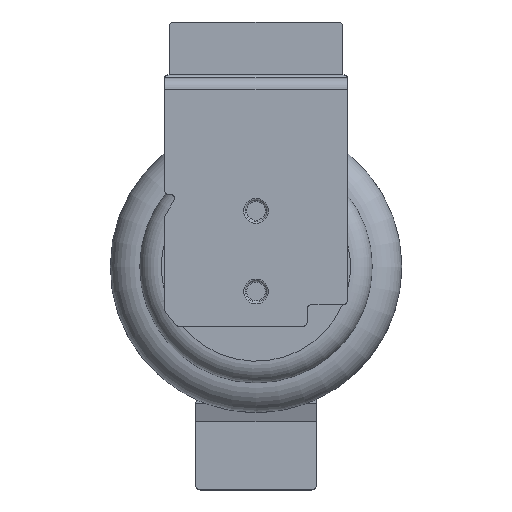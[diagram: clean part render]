
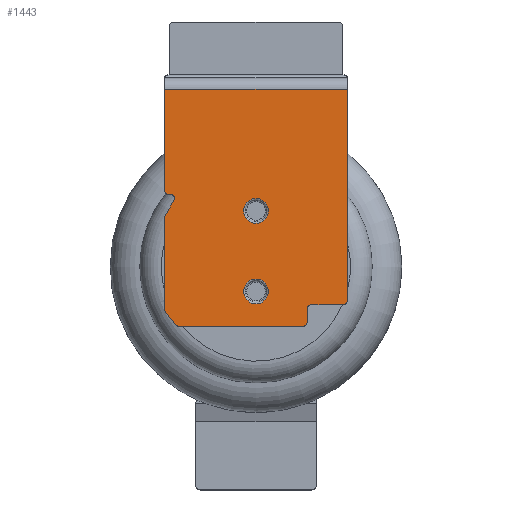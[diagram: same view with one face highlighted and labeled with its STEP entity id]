
A CAD part, top view. The second image highlights one B-rep face of the part: STEP entity #1443.
In plain terms, the highlighted planar face has unit normal (0, 0, 1).
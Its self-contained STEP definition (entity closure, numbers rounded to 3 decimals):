
#38=FACE_BOUND('',#292,.T.);
#39=FACE_BOUND('',#293,.T.);
#40=CIRCLE('',#1513,0.05);
#71=CIRCLE('',#1573,0.075);
#76=CIRCLE('',#1580,0.075);
#77=CIRCLE('',#1581,0.075);
#78=CIRCLE('',#1582,0.075);
#79=CIRCLE('',#1583,0.075);
#80=CIRCLE('',#1584,0.075);
#81=CIRCLE('',#1585,0.075);
#82=CIRCLE('',#1586,0.2);
#83=CIRCLE('',#1587,0.2);
#141=PLANE('',#1579);
#205=FACE_OUTER_BOUND('',#291,.T.);
#291=EDGE_LOOP('',(#1139,#1140,#1141,#1142,#1143,#1144,#1145,#1146,#1147,
#1148,#1149,#1150,#1151,#1152,#1153,#1154,#1155,#1156));
#292=EDGE_LOOP('',(#1157));
#293=EDGE_LOOP('',(#1158));
#357=LINE('',#2232,#481);
#421=LINE('',#2450,#545);
#423=LINE('',#2456,#547);
#424=LINE('',#2460,#548);
#425=LINE('',#2464,#549);
#426=LINE('',#2468,#550);
#427=LINE('',#2472,#551);
#428=LINE('',#2476,#552);
#429=LINE('',#2480,#553);
#430=LINE('',#2481,#554);
#481=VECTOR('',#1711,10.);
#545=VECTOR('',#1899,10.);
#547=VECTOR('',#1905,10.);
#548=VECTOR('',#1908,10.);
#549=VECTOR('',#1911,10.);
#550=VECTOR('',#1914,10.);
#551=VECTOR('',#1917,10.);
#552=VECTOR('',#1920,10.);
#553=VECTOR('',#1923,10.);
#554=VECTOR('',#1924,10.);
#609=VERTEX_POINT('',#2222);
#610=VERTEX_POINT('',#2223);
#613=VERTEX_POINT('',#2231);
#678=VERTEX_POINT('',#2436);
#683=VERTEX_POINT('',#2449);
#685=VERTEX_POINT('',#2455);
#686=VERTEX_POINT('',#2457);
#687=VERTEX_POINT('',#2459);
#688=VERTEX_POINT('',#2461);
#689=VERTEX_POINT('',#2463);
#690=VERTEX_POINT('',#2465);
#691=VERTEX_POINT('',#2467);
#692=VERTEX_POINT('',#2469);
#693=VERTEX_POINT('',#2471);
#694=VERTEX_POINT('',#2473);
#695=VERTEX_POINT('',#2475);
#696=VERTEX_POINT('',#2477);
#697=VERTEX_POINT('',#2479);
#698=VERTEX_POINT('',#2482);
#699=VERTEX_POINT('',#2484);
#751=EDGE_CURVE('',#609,#610,#40,.T.);
#755=EDGE_CURVE('',#613,#610,#357,.T.);
#849=EDGE_CURVE('',#613,#678,#71,.T.);
#856=EDGE_CURVE('',#678,#683,#421,.T.);
#859=EDGE_CURVE('',#609,#685,#423,.T.);
#860=EDGE_CURVE('',#686,#685,#76,.T.);
#861=EDGE_CURVE('',#687,#686,#424,.T.);
#862=EDGE_CURVE('',#688,#687,#77,.T.);
#863=EDGE_CURVE('',#689,#688,#425,.T.);
#864=EDGE_CURVE('',#690,#689,#78,.T.);
#865=EDGE_CURVE('',#690,#691,#426,.T.);
#866=EDGE_CURVE('',#692,#691,#79,.T.);
#867=EDGE_CURVE('',#692,#693,#427,.T.);
#868=EDGE_CURVE('',#694,#693,#80,.T.);
#869=EDGE_CURVE('',#694,#695,#428,.T.);
#870=EDGE_CURVE('',#696,#695,#81,.T.);
#871=EDGE_CURVE('',#697,#696,#429,.T.);
#872=EDGE_CURVE('',#683,#697,#430,.T.);
#873=EDGE_CURVE('',#698,#698,#82,.T.);
#874=EDGE_CURVE('',#699,#699,#83,.T.);
#1139=ORIENTED_EDGE('',*,*,#849,.F.);
#1140=ORIENTED_EDGE('',*,*,#755,.T.);
#1141=ORIENTED_EDGE('',*,*,#751,.F.);
#1142=ORIENTED_EDGE('',*,*,#859,.T.);
#1143=ORIENTED_EDGE('',*,*,#860,.F.);
#1144=ORIENTED_EDGE('',*,*,#861,.F.);
#1145=ORIENTED_EDGE('',*,*,#862,.F.);
#1146=ORIENTED_EDGE('',*,*,#863,.F.);
#1147=ORIENTED_EDGE('',*,*,#864,.F.);
#1148=ORIENTED_EDGE('',*,*,#865,.T.);
#1149=ORIENTED_EDGE('',*,*,#866,.F.);
#1150=ORIENTED_EDGE('',*,*,#867,.T.);
#1151=ORIENTED_EDGE('',*,*,#868,.F.);
#1152=ORIENTED_EDGE('',*,*,#869,.T.);
#1153=ORIENTED_EDGE('',*,*,#870,.F.);
#1154=ORIENTED_EDGE('',*,*,#871,.F.);
#1155=ORIENTED_EDGE('',*,*,#872,.F.);
#1156=ORIENTED_EDGE('',*,*,#856,.F.);
#1157=ORIENTED_EDGE('',*,*,#873,.F.);
#1158=ORIENTED_EDGE('',*,*,#874,.F.);
#1443=ADVANCED_FACE('',(#205,#38,#39),#141,.T.);
#1513=AXIS2_PLACEMENT_3D('',#2224,#1703,#1704);
#1573=AXIS2_PLACEMENT_3D('',#2437,#1886,#1887);
#1579=AXIS2_PLACEMENT_3D('',#2454,#1903,#1904);
#1580=AXIS2_PLACEMENT_3D('',#2458,#1906,#1907);
#1581=AXIS2_PLACEMENT_3D('',#2462,#1909,#1910);
#1582=AXIS2_PLACEMENT_3D('',#2466,#1912,#1913);
#1583=AXIS2_PLACEMENT_3D('',#2470,#1915,#1916);
#1584=AXIS2_PLACEMENT_3D('',#2474,#1918,#1919);
#1585=AXIS2_PLACEMENT_3D('',#2478,#1921,#1922);
#1586=AXIS2_PLACEMENT_3D('',#2483,#1925,#1926);
#1587=AXIS2_PLACEMENT_3D('',#2485,#1927,#1928);
#1703=DIRECTION('center_axis',(0.,0.,1.));
#1704=DIRECTION('ref_axis',(0.865,0.502,0.));
#1711=DIRECTION('',(1.,0.,0.));
#1886=DIRECTION('center_axis',(0.,0.,-1.));
#1887=DIRECTION('ref_axis',(-0.707,-0.707,0.));
#1899=DIRECTION('',(0.,1.,0.));
#1903=DIRECTION('center_axis',(0.,0.,1.));
#1904=DIRECTION('ref_axis',(0.,-1.,0.));
#1905=DIRECTION('',(-0.496,-0.868,0.));
#1906=DIRECTION('center_axis',(0.,0.,-1.));
#1907=DIRECTION('ref_axis',(-0.966,0.257,0.));
#1908=DIRECTION('',(0.,1.,0.));
#1909=DIRECTION('center_axis',(0.,0.,-1.));
#1910=DIRECTION('ref_axis',(-0.944,-0.331,0.));
#1911=DIRECTION('',(-0.625,0.781,0.));
#1912=DIRECTION('center_axis',(0.,0.,-1.));
#1913=DIRECTION('ref_axis',(-0.433,-0.901,0.));
#1914=DIRECTION('',(1.,0.,0.));
#1915=DIRECTION('center_axis',(0.,0.,-1.));
#1916=DIRECTION('ref_axis',(0.707,-0.707,0.));
#1917=DIRECTION('',(0.,1.,0.));
#1918=DIRECTION('center_axis',(0.,0.,1.));
#1919=DIRECTION('ref_axis',(-0.707,0.707,0.));
#1920=DIRECTION('',(1.,0.,0.));
#1921=DIRECTION('center_axis',(0.,0.,-1.));
#1922=DIRECTION('ref_axis',(0.707,-0.707,0.));
#1923=DIRECTION('',(0.,-1.,0.));
#1924=DIRECTION('',(1.,0.,0.));
#1925=DIRECTION('center_axis',(0.,0.,1.));
#1926=DIRECTION('ref_axis',(-1.,0.,0.));
#1927=DIRECTION('center_axis',(0.,0.,1.));
#1928=DIRECTION('ref_axis',(-1.,0.,0.));
#2222=CARTESIAN_POINT('',(-1.318,1.083,1.71));
#2223=CARTESIAN_POINT('',(-1.361,1.158,1.71));
#2224=CARTESIAN_POINT('Origin',(-1.361,1.108,1.71));
#2231=CARTESIAN_POINT('',(-1.4,1.158,1.71));
#2232=CARTESIAN_POINT('',(-0.738,1.158,1.71));
#2436=CARTESIAN_POINT('',(-1.475,1.233,1.71));
#2437=CARTESIAN_POINT('Origin',(-1.4,1.233,1.71));
#2449=CARTESIAN_POINT('',(-1.475,2.865,1.71));
#2450=CARTESIAN_POINT('',(-1.475,-0.963,1.71));
#2454=CARTESIAN_POINT('Origin',(0.,2.865,1.71));
#2455=CARTESIAN_POINT('',(-1.465,0.825,1.71));
#2456=CARTESIAN_POINT('',(-0.75,2.076,1.71));
#2457=CARTESIAN_POINT('',(-1.475,0.788,1.71));
#2458=CARTESIAN_POINT('Origin',(-1.4,0.788,1.71));
#2459=CARTESIAN_POINT('',(-1.475,-0.687,1.71));
#2460=CARTESIAN_POINT('',(-1.475,-0.963,1.71));
#2461=CARTESIAN_POINT('',(-1.459,-0.734,1.71));
#2462=CARTESIAN_POINT('Origin',(-1.4,-0.687,1.71));
#2463=CARTESIAN_POINT('',(-1.298,-0.935,1.71));
#2464=CARTESIAN_POINT('',(-2.01,-0.044,1.71));
#2465=CARTESIAN_POINT('',(-1.239,-0.963,1.71));
#2466=CARTESIAN_POINT('Origin',(-1.239,-0.888,1.71));
#2467=CARTESIAN_POINT('',(0.75,-0.963,1.71));
#2468=CARTESIAN_POINT('',(0.,-0.963,1.71));
#2469=CARTESIAN_POINT('',(0.825,-0.888,1.71));
#2470=CARTESIAN_POINT('Origin',(0.75,-0.888,1.71));
#2471=CARTESIAN_POINT('',(0.825,-0.688,1.71));
#2472=CARTESIAN_POINT('',(0.825,0.951,1.71));
#2473=CARTESIAN_POINT('',(0.9,-0.613,1.71));
#2474=CARTESIAN_POINT('Origin',(0.9,-0.688,1.71));
#2475=CARTESIAN_POINT('',(1.4,-0.613,1.71));
#2476=CARTESIAN_POINT('',(0.413,-0.613,1.71));
#2477=CARTESIAN_POINT('',(1.475,-0.538,1.71));
#2478=CARTESIAN_POINT('Origin',(1.4,-0.538,1.71));
#2479=CARTESIAN_POINT('',(1.475,2.865,1.71));
#2480=CARTESIAN_POINT('',(1.475,-0.963,1.71));
#2481=CARTESIAN_POINT('',(0.,2.865,1.71));
#2482=CARTESIAN_POINT('',(0.2,-0.4,1.71));
#2483=CARTESIAN_POINT('Origin',(0.,-0.4,1.71));
#2484=CARTESIAN_POINT('',(0.2,0.9,1.71));
#2485=CARTESIAN_POINT('Origin',(0.,0.9,1.71));
